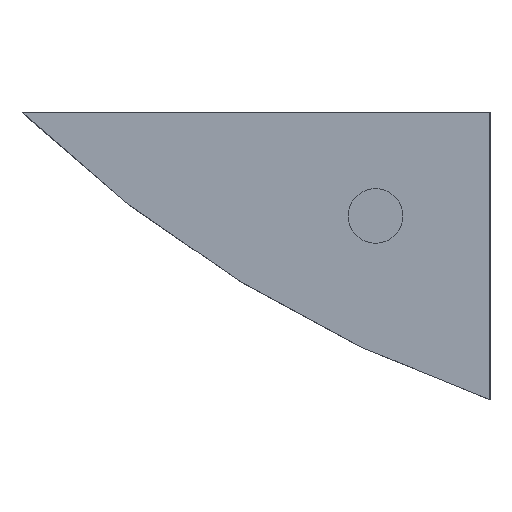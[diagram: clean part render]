
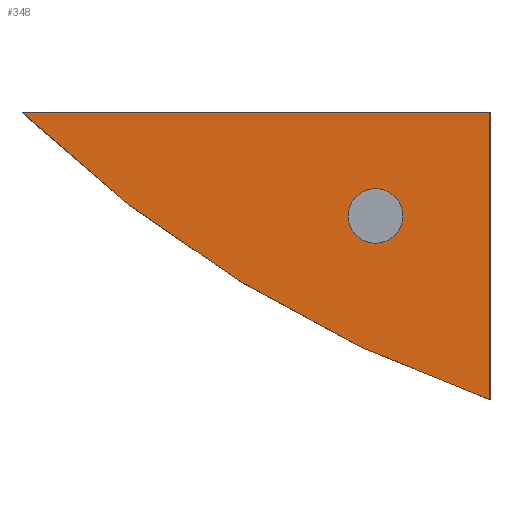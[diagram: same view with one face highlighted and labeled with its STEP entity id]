
A CAD part, left-side view. The second image highlights one B-rep face of the part: STEP entity #348.
In plain terms, the highlighted planar face has unit normal (-1, 0, 0).
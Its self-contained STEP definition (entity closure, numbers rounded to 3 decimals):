
#20=FACE_BOUND('',#70,.T.);
#22=CIRCLE('',#357,7.);
#26=CIRCLE('',#370,325.);
#46=FACE_OUTER_BOUND('',#69,.T.);
#69=EDGE_LOOP('',(#304,#305,#306));
#70=EDGE_LOOP('',(#307));
#110=LINE('',#555,#149);
#111=LINE('',#557,#150);
#149=VECTOR('',#459,10.);
#150=VECTOR('',#462,10.);
#159=VERTEX_POINT('',#491);
#175=VERTEX_POINT('',#540);
#176=VERTEX_POINT('',#541);
#180=VERTEX_POINT('',#553);
#193=EDGE_CURVE('',#159,#159,#22,.T.);
#217=EDGE_CURVE('',#175,#176,#26,.T.);
#224=EDGE_CURVE('',#180,#175,#110,.T.);
#225=EDGE_CURVE('',#180,#176,#111,.T.);
#304=ORIENTED_EDGE('',*,*,#217,.F.);
#305=ORIENTED_EDGE('',*,*,#224,.F.);
#306=ORIENTED_EDGE('',*,*,#225,.T.);
#307=ORIENTED_EDGE('',*,*,#193,.T.);
#330=PLANE('',#374);
#348=ADVANCED_FACE('',(#46,#20),#330,.T.);
#357=AXIS2_PLACEMENT_3D('',#492,#400,#401);
#370=AXIS2_PLACEMENT_3D('',#542,#446,#447);
#374=AXIS2_PLACEMENT_3D('',#556,#460,#461);
#400=DIRECTION('center_axis',(1.,0.,0.));
#401=DIRECTION('ref_axis',(0.,-1.,0.));
#446=DIRECTION('center_axis',(1.,0.,0.));
#447=DIRECTION('ref_axis',(0.,0.326,-0.945));
#459=DIRECTION('',(0.,0.,-1.));
#460=DIRECTION('center_axis',(-1.,0.,0.));
#461=DIRECTION('ref_axis',(0.,1.,0.));
#462=DIRECTION('',(0.,1.,0.));
#491=CARTESIAN_POINT('',(-80.047,3.5,-69.245));
#492=CARTESIAN_POINT('Origin',(-80.047,-3.5,-69.245));
#540=CARTESIAN_POINT('',(-80.047,-32.8,-116.245));
#541=CARTESIAN_POINT('',(-80.047,87.,-42.745));
#542=CARTESIAN_POINT('Origin',(-80.047,-138.837,190.971));
#553=CARTESIAN_POINT('',(-80.047,-32.8,-42.745));
#555=CARTESIAN_POINT('',(-80.047,-32.8,-42.745));
#556=CARTESIAN_POINT('Origin',(-80.047,-32.8,-42.745));
#557=CARTESIAN_POINT('',(-80.047,-32.8,-42.745));
